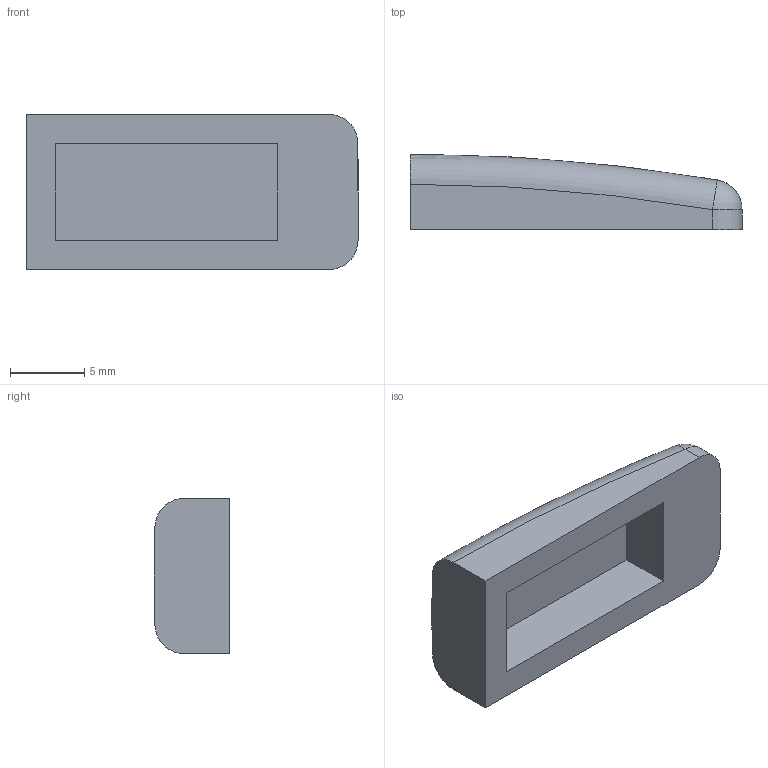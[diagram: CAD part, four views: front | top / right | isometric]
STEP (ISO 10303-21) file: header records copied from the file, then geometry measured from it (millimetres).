
FILE_DESCRIPTION (( 'STEP AP203' ), '1' );
FILE_NAME ('magnet_mount_bottom.STEP', '2019-06-27T19:55:53', ( '' ), ( '' ), 'SwSTEP 2.0', 'SolidWorks 2018', '' );
FILE_SCHEMA (( 'CONFIG_CONTROL_DESIGN' ));
Length unit declared in the file: millimetre
Products named in the file (1): magnet_mount_bottom
Bounding box: 22.42 x 5.1 x 10.5 mm (x, y, z)
Volume: 647 mm3; surface area: 850 mm2
Topology: 1 solids, 1 shells, 18 faces, 41 edges, 25 vertices
Faces by surface type: plane 10, sphere 3, torus 3, cylinder 2
Entity records: 569 total; most frequent: DIRECTION 94, CARTESIAN_POINT 82, ORIENTED_EDGE 78, EDGE_CURVE 39, AXIS2_PLACEMENT_3D 36, VERTEX_POINT 24, LINE 22, VECTOR 22
